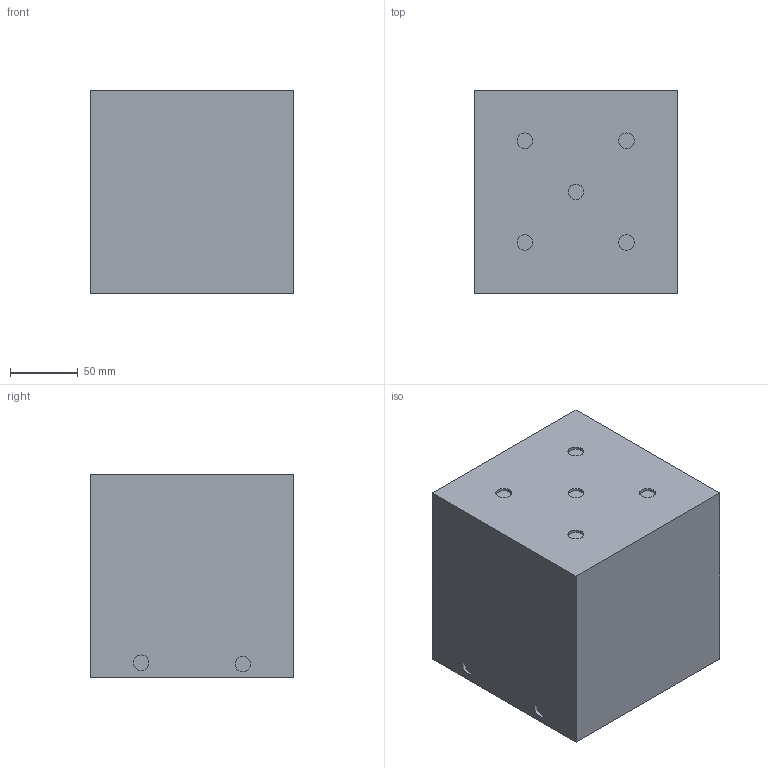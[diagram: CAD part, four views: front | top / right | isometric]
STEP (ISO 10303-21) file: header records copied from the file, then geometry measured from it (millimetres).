
FILE_DESCRIPTION(/* description */ (''),/* implementation_level */ '2;1');
FILE_NAME(/* name */ 'BOX.step',/* time_stamp */ '2025-12-25T15:44:56+05:30',/* author */ (''),/* organization */ (''),/* preprocessor_version */ 'ST-DEVELOPER v20.1',/* originating_system */ 'Autodesk Translation Framework v14.21.0.0',/* authorisation */ '');
FILE_SCHEMA (('AUTOMOTIVE_DESIGN { 1 0 10303 214 3 1 1 }'));
Length unit declared in the file: millimetre
Products named in the file (1): BOX
Bounding box: 150 x 150 x 150 mm (x, y, z)
Volume: 550564.9 mm3; surface area: 277010.8 mm2
Topology: 1 solids, 1 shells, 39 faces, 75 edges, 50 vertices
Faces by surface type: plane 30, cylinder 9
Full cylindrical faces by diameter (mm): 11.5 x9
Entity records: 1020 total; most frequent: DIRECTION 173, CARTESIAN_POINT 165, ORIENTED_EDGE 150, EDGE_CURVE 75, AXIS2_PLACEMENT_3D 58, LINE 57, VECTOR 57, EDGE_LOOP 51
